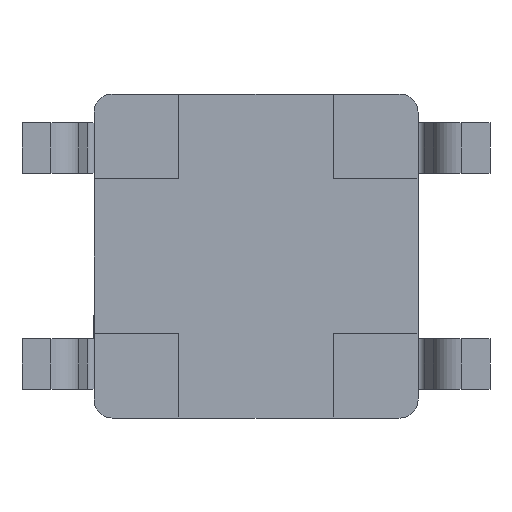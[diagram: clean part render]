
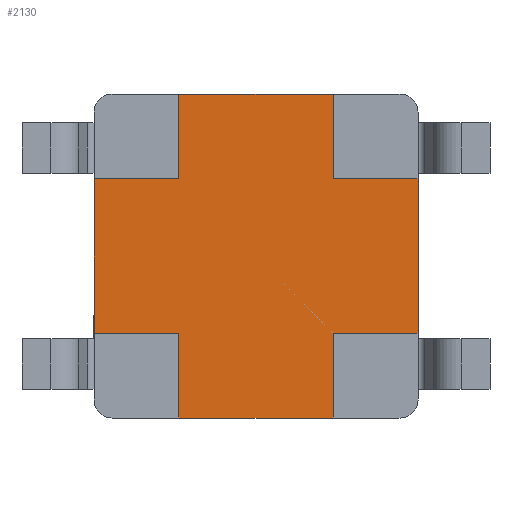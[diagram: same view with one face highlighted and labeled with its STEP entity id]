
A CAD part, front view. The second image highlights one B-rep face of the part: STEP entity #2130.
In plain terms, the highlighted planar face has unit normal (0, -1, 0).
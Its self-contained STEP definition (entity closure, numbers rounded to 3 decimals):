
#26 = CARTESIAN_POINT ( 'NONE',  ( 0., -1., 2.25 ) ) ;
#45 = LINE ( 'NONE', #2875, #4459 ) ;
#76 = CARTESIAN_POINT ( 'NONE',  ( -2.25, -1., -1.075 ) ) ;
#77 = DIRECTION ( 'NONE',  ( 0., 0., -1. ) ) ;
#84 = AXIS2_PLACEMENT_3D ( 'NONE', #3871, #3030, #2159 ) ;
#188 = CARTESIAN_POINT ( 'NONE',  ( -1.075, -1., -2.25 ) ) ;
#200 = CARTESIAN_POINT ( 'NONE',  ( 0., -1., 1.075 ) ) ;
#248 = VECTOR ( 'NONE', #720, 1000. ) ;
#263 = VERTEX_POINT ( 'NONE', #2383 ) ;
#304 = LINE ( 'NONE', #3519, #1681 ) ;
#362 = VERTEX_POINT ( 'NONE', #188 ) ;
#401 = VERTEX_POINT ( 'NONE', #5411 ) ;
#566 = VERTEX_POINT ( 'NONE', #1714 ) ;
#585 = VECTOR ( 'NONE', #694, 1000. ) ;
#694 = DIRECTION ( 'NONE',  ( 0., 0., -1. ) ) ;
#720 = DIRECTION ( 'NONE',  ( 1., 0., 0. ) ) ;
#766 = DIRECTION ( 'NONE',  ( 0., 0., -1. ) ) ;
#832 = DIRECTION ( 'NONE',  ( 1., 0., 0. ) ) ;
#846 = EDGE_CURVE ( 'NONE', #5257, #362, #45, .T. ) ;
#922 = EDGE_CURVE ( 'NONE', #4755, #2503, #4937, .T. ) ;
#1091 = CARTESIAN_POINT ( 'NONE',  ( 1.075, -1., 2.25 ) ) ;
#1102 = CARTESIAN_POINT ( 'NONE',  ( -1.075, -1., 0. ) ) ;
#1143 = CARTESIAN_POINT ( 'NONE',  ( 2.25, -1., -1.075 ) ) ;
#1149 = FACE_OUTER_BOUND ( 'NONE', #4475, .T. ) ;
#1220 = LINE ( 'NONE', #200, #3550 ) ;
#1409 = EDGE_CURVE ( 'NONE', #5132, #263, #1440, .T. ) ;
#1440 = LINE ( 'NONE', #2094, #3015 ) ;
#1470 = CARTESIAN_POINT ( 'NONE',  ( -1.075, -1., -1.075 ) ) ;
#1482 = LINE ( 'NONE', #3240, #4331 ) ;
#1528 = ORIENTED_EDGE ( 'NONE', *, *, #2364, .F. ) ;
#1614 = LINE ( 'NONE', #5526, #2480 ) ;
#1676 = ORIENTED_EDGE ( 'NONE', *, *, #2656, .T. ) ;
#1681 = VECTOR ( 'NONE', #77, 1000. ) ;
#1704 = LINE ( 'NONE', #3251, #248 ) ;
#1714 = CARTESIAN_POINT ( 'NONE',  ( 1.075, -1., 1.075 ) ) ;
#1760 = LINE ( 'NONE', #1102, #585 ) ;
#2041 = ORIENTED_EDGE ( 'NONE', *, *, #922, .T. ) ;
#2094 = CARTESIAN_POINT ( 'NONE',  ( 1.075, -1., 0. ) ) ;
#2130 = ADVANCED_FACE ( 'NONE', ( #1149 ), #3896, .T. ) ;
#2159 = DIRECTION ( 'NONE',  ( 0., 0., -1. ) ) ;
#2291 = VERTEX_POINT ( 'NONE', #76 ) ;
#2299 = VERTEX_POINT ( 'NONE', #1091 ) ;
#2344 = DIRECTION ( 'NONE',  ( 1., 0., 0. ) ) ;
#2346 = LINE ( 'NONE', #4123, #5550 ) ;
#2364 = EDGE_CURVE ( 'NONE', #4748, #5246, #5161, .T. ) ;
#2383 = CARTESIAN_POINT ( 'NONE',  ( 1.075, -1., -2.25 ) ) ;
#2480 = VECTOR ( 'NONE', #832, 1000. ) ;
#2503 = VERTEX_POINT ( 'NONE', #4999 ) ;
#2562 = ORIENTED_EDGE ( 'NONE', *, *, #2998, .T. ) ;
#2655 = ORIENTED_EDGE ( 'NONE', *, *, #1409, .F. ) ;
#2656 = EDGE_CURVE ( 'NONE', #2299, #401, #4280, .T. ) ;
#2761 = ORIENTED_EDGE ( 'NONE', *, *, #3974, .T. ) ;
#2766 = ORIENTED_EDGE ( 'NONE', *, *, #3019, .T. ) ;
#2875 = CARTESIAN_POINT ( 'NONE',  ( -1.075, -1., 0. ) ) ;
#2881 = VECTOR ( 'NONE', #3654, 1000. ) ;
#2998 = EDGE_CURVE ( 'NONE', #362, #263, #1482, .T. ) ;
#3015 = VECTOR ( 'NONE', #4604, 1000. ) ;
#3019 = EDGE_CURVE ( 'NONE', #401, #5246, #1760, .T. ) ;
#3030 = DIRECTION ( 'NONE',  ( 0., -1., 0. ) ) ;
#3240 = CARTESIAN_POINT ( 'NONE',  ( 0., -1., -2.25 ) ) ;
#3251 = CARTESIAN_POINT ( 'NONE',  ( 0., -1., -1.075 ) ) ;
#3260 = DIRECTION ( 'NONE',  ( 0., 0., -1. ) ) ;
#3506 = ORIENTED_EDGE ( 'NONE', *, *, #846, .T. ) ;
#3519 = CARTESIAN_POINT ( 'NONE',  ( -2.25, -1., 0. ) ) ;
#3550 = VECTOR ( 'NONE', #2344, 1000. ) ;
#3654 = DIRECTION ( 'NONE',  ( 1., 0., 0. ) ) ;
#3686 = CARTESIAN_POINT ( 'NONE',  ( -2.25, -1., 1.075 ) ) ;
#3838 = DIRECTION ( 'NONE',  ( -1., 0., 0. ) ) ;
#3854 = DIRECTION ( 'NONE',  ( 0., 0., 1. ) ) ;
#3871 = CARTESIAN_POINT ( 'NONE',  ( 0., -1., 0. ) ) ;
#3889 = ORIENTED_EDGE ( 'NONE', *, *, #4742, .F. ) ;
#3896 = PLANE ( 'NONE',  #84 ) ;
#3965 = ORIENTED_EDGE ( 'NONE', *, *, #4199, .T. ) ;
#3974 = EDGE_CURVE ( 'NONE', #4748, #2291, #304, .T. ) ;
#4110 = EDGE_CURVE ( 'NONE', #566, #2503, #1220, .T. ) ;
#4123 = CARTESIAN_POINT ( 'NONE',  ( 1.075, -1., 0. ) ) ;
#4199 = EDGE_CURVE ( 'NONE', #2291, #5257, #1704, .T. ) ;
#4280 = LINE ( 'NONE', #26, #5425 ) ;
#4331 = VECTOR ( 'NONE', #4973, 1000. ) ;
#4361 = CARTESIAN_POINT ( 'NONE',  ( 1.075, -1., -1.075 ) ) ;
#4459 = VECTOR ( 'NONE', #766, 1000. ) ;
#4466 = CARTESIAN_POINT ( 'NONE',  ( -1.075, -1., 1.075 ) ) ;
#4475 = EDGE_LOOP ( 'NONE', ( #2655, #4549, #2041, #5505, #3889, #1676, #2766, #1528, #2761, #3965, #3506, #2562 ) ) ;
#4549 = ORIENTED_EDGE ( 'NONE', *, *, #4997, .T. ) ;
#4604 = DIRECTION ( 'NONE',  ( 0., 0., -1. ) ) ;
#4742 = EDGE_CURVE ( 'NONE', #2299, #566, #2346, .T. ) ;
#4748 = VERTEX_POINT ( 'NONE', #3686 ) ;
#4755 = VERTEX_POINT ( 'NONE', #1143 ) ;
#4937 = LINE ( 'NONE', #5441, #5554 ) ;
#4973 = DIRECTION ( 'NONE',  ( 1., 0., 0. ) ) ;
#4997 = EDGE_CURVE ( 'NONE', #5132, #4755, #1614, .T. ) ;
#4999 = CARTESIAN_POINT ( 'NONE',  ( 2.25, -1., 1.075 ) ) ;
#5132 = VERTEX_POINT ( 'NONE', #4361 ) ;
#5161 = LINE ( 'NONE', #5416, #2881 ) ;
#5246 = VERTEX_POINT ( 'NONE', #4466 ) ;
#5257 = VERTEX_POINT ( 'NONE', #1470 ) ;
#5411 = CARTESIAN_POINT ( 'NONE',  ( -1.075, -1., 2.25 ) ) ;
#5416 = CARTESIAN_POINT ( 'NONE',  ( 0., -1., 1.075 ) ) ;
#5425 = VECTOR ( 'NONE', #3838, 1000. ) ;
#5441 = CARTESIAN_POINT ( 'NONE',  ( 2.25, -1., 0. ) ) ;
#5505 = ORIENTED_EDGE ( 'NONE', *, *, #4110, .F. ) ;
#5526 = CARTESIAN_POINT ( 'NONE',  ( 0., -1., -1.075 ) ) ;
#5550 = VECTOR ( 'NONE', #3260, 1000. ) ;
#5554 = VECTOR ( 'NONE', #3854, 1000. ) ;
